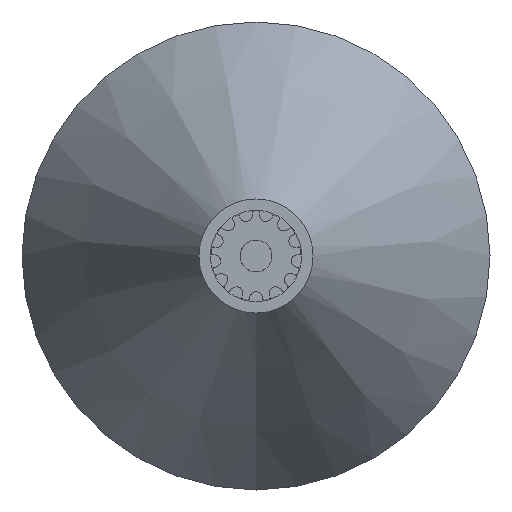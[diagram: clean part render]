
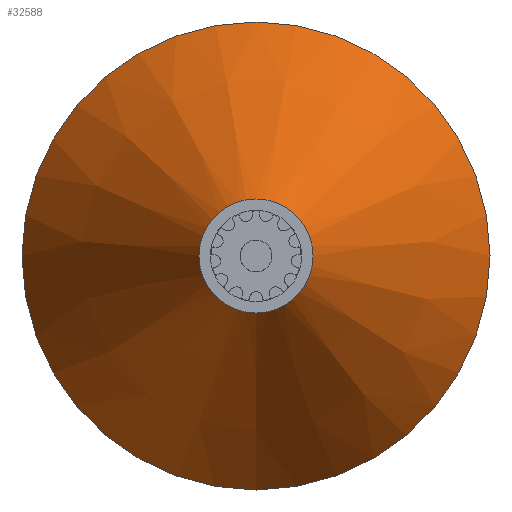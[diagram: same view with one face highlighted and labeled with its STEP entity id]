
A CAD part, left-side view. The second image highlights one B-rep face of the part: STEP entity #32588.
In plain terms, the highlighted conical face has half-angle 29.859 degrees and reference radius 20.5 mm.
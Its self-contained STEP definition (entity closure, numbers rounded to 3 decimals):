
#31896 = CYLINDRICAL_SURFACE('',#31897,20.5);
#31897 = AXIS2_PLACEMENT_3D('',#31898,#31899,#31900);
#31898 = CARTESIAN_POINT('',(-4.,0.,0.));
#31899 = DIRECTION('',(-1.,0.,0.));
#31900 = DIRECTION('',(0.,0.,-1.));
#32521 = EDGE_CURVE('',#32522,#32522,#32524,.T.);
#32522 = VERTEX_POINT('',#32523);
#32523 = CARTESIAN_POINT('',(-5.,0.,-20.5));
#32524 = SURFACE_CURVE('',#32525,(#32530,#32537),.PCURVE_S1.);
#32525 = CIRCLE('',#32526,20.5);
#32526 = AXIS2_PLACEMENT_3D('',#32527,#32528,#32529);
#32527 = CARTESIAN_POINT('',(-5.,0.,0.));
#32528 = DIRECTION('',(1.,-0.,0.));
#32529 = DIRECTION('',(0.,0.,-1.));
#32530 = PCURVE('',#31896,#32531);
#32531 = DEFINITIONAL_REPRESENTATION('',(#32532),#32536);
#32532 = LINE('',#32533,#32534);
#32533 = CARTESIAN_POINT('',(-0.,1.));
#32534 = VECTOR('',#32535,1.);
#32535 = DIRECTION('',(-1.,0.));
#32536 = ( GEOMETRIC_REPRESENTATION_CONTEXT(2) 
PARAMETRIC_REPRESENTATION_CONTEXT() REPRESENTATION_CONTEXT('2D SPACE',''
  ) );
#32537 = PCURVE('',#32538,#32543);
#32538 = CONICAL_SURFACE('',#32539,20.5,0.521);
#32539 = AXIS2_PLACEMENT_3D('',#32540,#32541,#32542);
#32540 = CARTESIAN_POINT('',(-5.,0.,0.));
#32541 = DIRECTION('',(1.,0.,0.));
#32542 = DIRECTION('',(0.,0.,-1.));
#32543 = DEFINITIONAL_REPRESENTATION('',(#32544),#32548);
#32544 = LINE('',#32545,#32546);
#32545 = CARTESIAN_POINT('',(0.,-0.));
#32546 = VECTOR('',#32547,1.);
#32547 = DIRECTION('',(1.,-0.));
#32548 = ( GEOMETRIC_REPRESENTATION_CONTEXT(2) 
PARAMETRIC_REPRESENTATION_CONTEXT() REPRESENTATION_CONTEXT('2D SPACE',''
  ) );
#32588 = ADVANCED_FACE('',(#32589),#32538,.T.);
#32589 = FACE_BOUND('',#32590,.F.);
#32590 = EDGE_LOOP('',(#32591,#32624,#32645,#32646));
#32591 = ORIENTED_EDGE('',*,*,#32592,.F.);
#32592 = EDGE_CURVE('',#32593,#32593,#32595,.T.);
#32593 = VERTEX_POINT('',#32594);
#32594 = CARTESIAN_POINT('',(-32.,0.,-5.));
#32595 = SURFACE_CURVE('',#32596,(#32601,#32608),.PCURVE_S1.);
#32596 = CIRCLE('',#32597,5.);
#32597 = AXIS2_PLACEMENT_3D('',#32598,#32599,#32600);
#32598 = CARTESIAN_POINT('',(-32.,0.,0.));
#32599 = DIRECTION('',(1.,-0.,0.));
#32600 = DIRECTION('',(0.,0.,-1.));
#32601 = PCURVE('',#32538,#32602);
#32602 = DEFINITIONAL_REPRESENTATION('',(#32603),#32607);
#32603 = LINE('',#32604,#32605);
#32604 = CARTESIAN_POINT('',(0.,-27.));
#32605 = VECTOR('',#32606,1.);
#32606 = DIRECTION('',(1.,-0.));
#32607 = ( GEOMETRIC_REPRESENTATION_CONTEXT(2) 
PARAMETRIC_REPRESENTATION_CONTEXT() REPRESENTATION_CONTEXT('2D SPACE',''
  ) );
#32608 = PCURVE('',#32609,#32614);
#32609 = PLANE('',#32610);
#32610 = AXIS2_PLACEMENT_3D('',#32611,#32612,#32613);
#32611 = CARTESIAN_POINT('',(-32.,0.,0.));
#32612 = DIRECTION('',(-1.,0.,0.));
#32613 = DIRECTION('',(0.,-0.,1.));
#32614 = DEFINITIONAL_REPRESENTATION('',(#32615),#32623);
#32615 = ( BOUNDED_CURVE() B_SPLINE_CURVE(2,(#32616,#32617,#32618,#32619
    ,#32620,#32621,#32622),.UNSPECIFIED.,.T.,.F.) 
B_SPLINE_CURVE_WITH_KNOTS((1,2,2,2,2,1),(-2.094,0.,
    2.094,4.189,6.283,8.378),
.UNSPECIFIED.) CURVE() GEOMETRIC_REPRESENTATION_ITEM() 
RATIONAL_B_SPLINE_CURVE((1.,0.5,1.,0.5,1.,0.5,1.)) REPRESENTATION_ITEM(
  '') );
#32616 = CARTESIAN_POINT('',(-5.,0.));
#32617 = CARTESIAN_POINT('',(-5.,8.66));
#32618 = CARTESIAN_POINT('',(2.5,4.33));
#32619 = CARTESIAN_POINT('',(10.,0.));
#32620 = CARTESIAN_POINT('',(2.5,-4.33));
#32621 = CARTESIAN_POINT('',(-5.,-8.66));
#32622 = CARTESIAN_POINT('',(-5.,0.));
#32623 = ( GEOMETRIC_REPRESENTATION_CONTEXT(2) 
PARAMETRIC_REPRESENTATION_CONTEXT() REPRESENTATION_CONTEXT('2D SPACE',''
  ) );
#32624 = ORIENTED_EDGE('',*,*,#32625,.F.);
#32625 = EDGE_CURVE('',#32522,#32593,#32626,.T.);
#32626 = SEAM_CURVE('',#32627,(#32631,#32638),.PCURVE_S1.);
#32627 = LINE('',#32628,#32629);
#32628 = CARTESIAN_POINT('',(-5.,0.,-20.5));
#32629 = VECTOR('',#32630,1.);
#32630 = DIRECTION('',(-0.867,0.,0.498));
#32631 = PCURVE('',#32538,#32632);
#32632 = DEFINITIONAL_REPRESENTATION('',(#32633),#32637);
#32633 = LINE('',#32634,#32635);
#32634 = CARTESIAN_POINT('',(6.283,0.));
#32635 = VECTOR('',#32636,1.);
#32636 = DIRECTION('',(0.,-1.));
#32637 = ( GEOMETRIC_REPRESENTATION_CONTEXT(2) 
PARAMETRIC_REPRESENTATION_CONTEXT() REPRESENTATION_CONTEXT('2D SPACE',''
  ) );
#32638 = PCURVE('',#32538,#32639);
#32639 = DEFINITIONAL_REPRESENTATION('',(#32640),#32644);
#32640 = LINE('',#32641,#32642);
#32641 = CARTESIAN_POINT('',(-0.,0.));
#32642 = VECTOR('',#32643,1.);
#32643 = DIRECTION('',(0.,-1.));
#32644 = ( GEOMETRIC_REPRESENTATION_CONTEXT(2) 
PARAMETRIC_REPRESENTATION_CONTEXT() REPRESENTATION_CONTEXT('2D SPACE',''
  ) );
#32645 = ORIENTED_EDGE('',*,*,#32521,.T.);
#32646 = ORIENTED_EDGE('',*,*,#32625,.T.);
